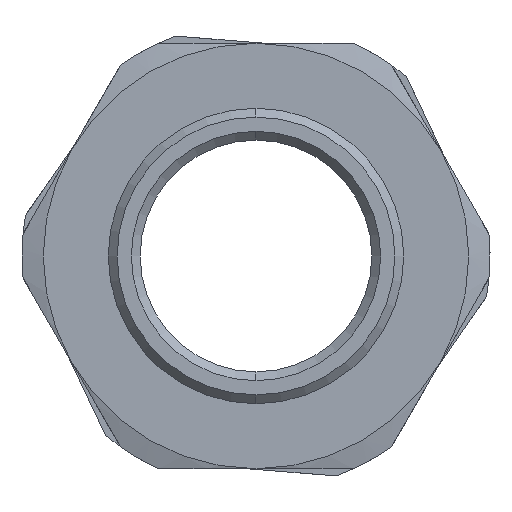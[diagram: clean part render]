
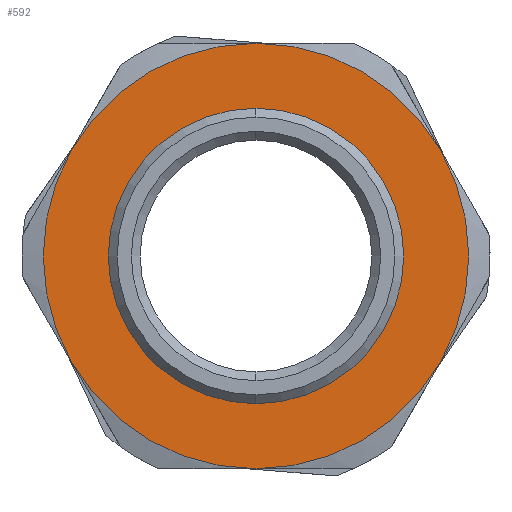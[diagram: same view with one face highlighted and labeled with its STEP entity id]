
A CAD part, left-side view. The second image highlights one B-rep face of the part: STEP entity #592.
In plain terms, the highlighted planar face has unit normal (-1, 0, 0).
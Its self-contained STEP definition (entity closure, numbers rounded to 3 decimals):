
#114 = DIRECTION ( 'NONE',  ( 0., 0., -1. ) ) ;
#124 = AXIS2_PLACEMENT_3D ( 'NONE', #3734, #2532, #2217 ) ;
#132 = CARTESIAN_POINT ( 'NONE',  ( 15.3, 0., -18. ) ) ;
#134 = VERTEX_POINT ( 'NONE', #1704 ) ;
#180 = ORIENTED_EDGE ( 'NONE', *, *, #3520, .F. ) ;
#244 = CARTESIAN_POINT ( 'NONE',  ( 15.3, 0., 12.5 ) ) ;
#265 = AXIS2_PLACEMENT_3D ( 'NONE', #1551, #1530, #1861 ) ;
#270 = DIRECTION ( 'NONE',  ( 0., 0., -1. ) ) ;
#339 = AXIS2_PLACEMENT_3D ( 'NONE', #577, #2072, #3290 ) ;
#404 = AXIS2_PLACEMENT_3D ( 'NONE', #3001, #1802, #1776 ) ;
#447 = ORIENTED_EDGE ( 'NONE', *, *, #2811, .T. ) ;
#551 = EDGE_CURVE ( 'NONE', #2918, #563, #2521, .T. ) ;
#563 = VERTEX_POINT ( 'NONE', #3250 ) ;
#577 = CARTESIAN_POINT ( 'NONE',  ( 15.3, 0., 0. ) ) ;
#592 = ADVANCED_FACE ( 'NONE', ( #3146, #2011 ), #876, .F. ) ;
#645 = EDGE_CURVE ( 'NONE', #996, #2918, #1187, .T. ) ;
#657 = CARTESIAN_POINT ( 'NONE',  ( 15.3, -15.588, 9. ) ) ;
#722 = CARTESIAN_POINT ( 'NONE',  ( 15.3, 0., 0. ) ) ;
#741 = ORIENTED_EDGE ( 'NONE', *, *, #2506, .F. ) ;
#814 = AXIS2_PLACEMENT_3D ( 'NONE', #722, #1909, #114 ) ;
#845 = CARTESIAN_POINT ( 'NONE',  ( 15.3, 0., 0. ) ) ;
#876 = PLANE ( 'NONE',  #404 ) ;
#957 = ORIENTED_EDGE ( 'NONE', *, *, #3791, .T. ) ;
#996 = VERTEX_POINT ( 'NONE', #2397 ) ;
#1134 = DIRECTION ( 'NONE',  ( 0., 0., -1. ) ) ;
#1162 = DIRECTION ( 'NONE',  ( 0., 0., -1. ) ) ;
#1173 = CARTESIAN_POINT ( 'NONE',  ( 15.3, 0., 0. ) ) ;
#1187 = CIRCLE ( 'NONE', #1541, 18. ) ;
#1205 = DIRECTION ( 'NONE',  ( 1., 0., 0. ) ) ;
#1336 = AXIS2_PLACEMENT_3D ( 'NONE', #1173, #1790, #270 ) ;
#1530 = DIRECTION ( 'NONE',  ( 1., 0., 0. ) ) ;
#1541 = AXIS2_PLACEMENT_3D ( 'NONE', #2988, #2652, #1134 ) ;
#1551 = CARTESIAN_POINT ( 'NONE',  ( 15.3, 0., 0. ) ) ;
#1704 = CARTESIAN_POINT ( 'NONE',  ( 15.3, 15.588, 9. ) ) ;
#1726 = ORIENTED_EDGE ( 'NONE', *, *, #645, .F. ) ;
#1767 = VERTEX_POINT ( 'NONE', #2221 ) ;
#1776 = DIRECTION ( 'NONE',  ( 0., 0., -1. ) ) ;
#1790 = DIRECTION ( 'NONE',  ( 1., 0., 0. ) ) ;
#1801 = CIRCLE ( 'NONE', #3035, 18. ) ;
#1802 = DIRECTION ( 'NONE',  ( 1., 0., 0. ) ) ;
#1861 = DIRECTION ( 'NONE',  ( 0., 0., -1. ) ) ;
#1886 = ORIENTED_EDGE ( 'NONE', *, *, #3716, .T. ) ;
#1894 = ORIENTED_EDGE ( 'NONE', *, *, #2000, .F. ) ;
#1909 = DIRECTION ( 'NONE',  ( 1., 0., 0. ) ) ;
#1945 = CIRCLE ( 'NONE', #124, 18. ) ;
#2000 = EDGE_CURVE ( 'NONE', #563, #3853, #2453, .T. ) ;
#2011 = FACE_OUTER_BOUND ( 'NONE', #3549, .T. ) ;
#2044 = CIRCLE ( 'NONE', #339, 12.5 ) ;
#2072 = DIRECTION ( 'NONE',  ( 1., 0., 0. ) ) ;
#2217 = DIRECTION ( 'NONE',  ( 0., 0., 1. ) ) ;
#2221 = CARTESIAN_POINT ( 'NONE',  ( 15.3, 15.588, -9. ) ) ;
#2256 = AXIS2_PLACEMENT_3D ( 'NONE', #845, #3274, #3569 ) ;
#2397 = CARTESIAN_POINT ( 'NONE',  ( 15.3, 0., 18. ) ) ;
#2431 = VERTEX_POINT ( 'NONE', #3837 ) ;
#2446 = CIRCLE ( 'NONE', #265, 12.5 ) ;
#2453 = CIRCLE ( 'NONE', #2256, 18. ) ;
#2506 = EDGE_CURVE ( 'NONE', #1767, #134, #2997, .T. ) ;
#2521 = CIRCLE ( 'NONE', #1336, 18. ) ;
#2532 = DIRECTION ( 'NONE',  ( -1., 0., 0. ) ) ;
#2652 = DIRECTION ( 'NONE',  ( 1., 0., 0. ) ) ;
#2811 = EDGE_CURVE ( 'NONE', #2431, #3105, #2044, .T. ) ;
#2918 = VERTEX_POINT ( 'NONE', #657 ) ;
#2988 = CARTESIAN_POINT ( 'NONE',  ( 15.3, 0., 0. ) ) ;
#2997 = CIRCLE ( 'NONE', #814, 18. ) ;
#3001 = CARTESIAN_POINT ( 'NONE',  ( 15.3, 12.5, 0. ) ) ;
#3004 = CARTESIAN_POINT ( 'NONE',  ( 15.3, 0., 0. ) ) ;
#3035 = AXIS2_PLACEMENT_3D ( 'NONE', #3004, #1205, #1162 ) ;
#3105 = VERTEX_POINT ( 'NONE', #244 ) ;
#3146 = FACE_BOUND ( 'NONE', #3327, .T. ) ;
#3250 = CARTESIAN_POINT ( 'NONE',  ( 15.3, -15.588, -9. ) ) ;
#3274 = DIRECTION ( 'NONE',  ( 1., 0., 0. ) ) ;
#3290 = DIRECTION ( 'NONE',  ( 0., 0., -1. ) ) ;
#3327 = EDGE_LOOP ( 'NONE', ( #447, #1886 ) ) ;
#3390 = ORIENTED_EDGE ( 'NONE', *, *, #551, .F. ) ;
#3520 = EDGE_CURVE ( 'NONE', #3853, #1767, #1801, .T. ) ;
#3549 = EDGE_LOOP ( 'NONE', ( #180, #1894, #3390, #1726, #957, #741 ) ) ;
#3569 = DIRECTION ( 'NONE',  ( 0., 0., -1. ) ) ;
#3716 = EDGE_CURVE ( 'NONE', #3105, #2431, #2446, .T. ) ;
#3734 = CARTESIAN_POINT ( 'NONE',  ( 15.3, 0., 0. ) ) ;
#3791 = EDGE_CURVE ( 'NONE', #996, #134, #1945, .T. ) ;
#3837 = CARTESIAN_POINT ( 'NONE',  ( 15.3, 0., -12.5 ) ) ;
#3853 = VERTEX_POINT ( 'NONE', #132 ) ;
